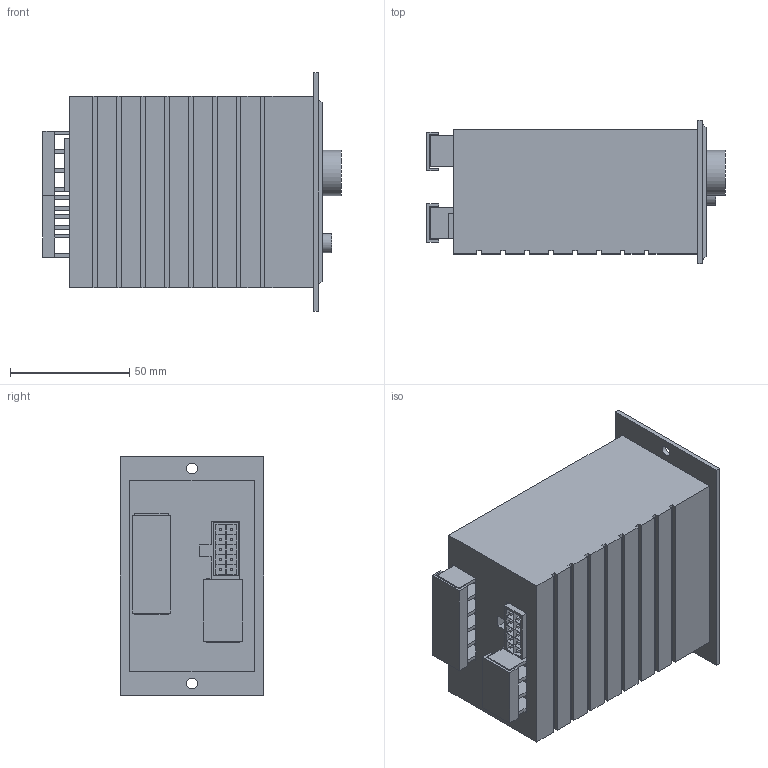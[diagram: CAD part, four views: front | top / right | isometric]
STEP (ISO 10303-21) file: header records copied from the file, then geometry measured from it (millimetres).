
FILE_DESCRIPTION((''),'2;1');
FILE_NAME('GUB.stp','2015-03-03T15:33:33',('AHN'),(''),'Autodesk Inventor 2012','Autodesk Inventor 2012','');
FILE_SCHEMA(('CONFIG_CONTROL_DESIGN'));
Length unit declared in the file: millimetre
Products named in the file (1): GUB
Bounding box: 125 x 60 x 100 mm (x, y, z)
Volume: 431058.7 mm3; surface area: 72574.2 mm2
Topology: 3 solids, 3 shells, 783 faces, 1890 edges, 1260 vertices
Faces by surface type: plane 771, cylinder 12
Full cylindrical faces by diameter (mm): 2.5 x2, 3.5 x2, 4.5 x2, 19 x1, 20 x1
Entity records: 22346 total; most frequent: CARTESIAN_POINT 3926, ORIENTED_EDGE 3764, DIRECTION 3474, EDGE_CURVE 1882, VECTOR 1858, LINE 1858, VERTEX_POINT 1260, EDGE_LOOP 942
